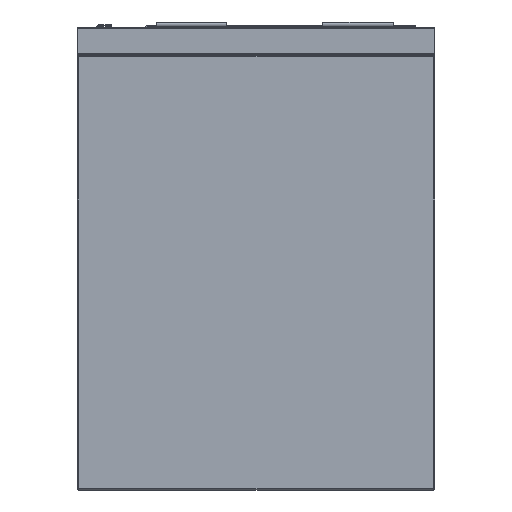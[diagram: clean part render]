
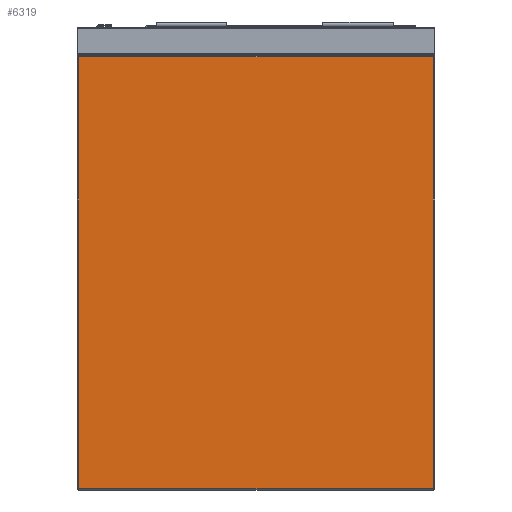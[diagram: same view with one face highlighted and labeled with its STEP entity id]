
A CAD part, left-side view. The second image highlights one B-rep face of the part: STEP entity #6319.
In plain terms, the highlighted planar face has unit normal (-1, 0, 0).
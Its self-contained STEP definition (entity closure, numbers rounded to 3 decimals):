
#591 = DIRECTION ( 'NONE',  ( 0., 0., -1. ) ) ;
#612 = ORIENTED_EDGE ( 'NONE', *, *, #5479, .T. ) ;
#2834 = CARTESIAN_POINT ( 'NONE',  ( -260., 255., -42. ) ) ;
#3754 = CARTESIAN_POINT ( 'NONE',  ( -260., 253., -42. ) ) ;
#4428 = VERTEX_POINT ( 'NONE', #31506 ) ;
#5479 = EDGE_CURVE ( 'NONE', #4428, #25849, #23114, .T. ) ;
#6319 = ADVANCED_FACE ( 'Fl�che7', ( #16212 ), #28702, .T. ) ;
#6340 = CARTESIAN_POINT ( 'NONE',  ( -260., 253., -660. ) ) ;
#9246 = CARTESIAN_POINT ( 'NONE',  ( -260., -253., -660. ) ) ;
#10900 = VECTOR ( 'NONE', #14332, 1000. ) ;
#12417 = ORIENTED_EDGE ( 'NONE', *, *, #31535, .T. ) ;
#12427 = EDGE_LOOP ( 'NONE', ( #12417, #612, #18838, #14912 ) ) ;
#13621 = VECTOR ( 'NONE', #21233, 1000. ) ;
#13713 = LINE ( 'NONE', #24076, #24351 ) ;
#14332 = DIRECTION ( 'NONE',  ( 0., 0., 1. ) ) ;
#14771 = CARTESIAN_POINT ( 'NONE',  ( -260., 253., -658. ) ) ;
#14912 = ORIENTED_EDGE ( 'NONE', *, *, #24860, .T. ) ;
#16212 = FACE_OUTER_BOUND ( 'NONE', #12427, .T. ) ;
#18415 = AXIS2_PLACEMENT_3D ( 'NONE', #21814, #26255, #26909 ) ;
#18838 = ORIENTED_EDGE ( 'NONE', *, *, #23155, .T. ) ;
#21233 = DIRECTION ( 'NONE',  ( 0., 1., 0. ) ) ;
#21814 = CARTESIAN_POINT ( 'NONE',  ( -260., -255., -660. ) ) ;
#22596 = VECTOR ( 'NONE', #591, 1000. ) ;
#23114 = LINE ( 'NONE', #2834, #13621 ) ;
#23155 = EDGE_CURVE ( 'NONE', #25849, #28205, #28889, .T. ) ;
#24076 = CARTESIAN_POINT ( 'NONE',  ( -260., -255., -658. ) ) ;
#24351 = VECTOR ( 'NONE', #29326, 1000. ) ;
#24860 = EDGE_CURVE ( 'NONE', #28205, #30917, #13713, .T. ) ;
#25849 = VERTEX_POINT ( 'NONE', #3754 ) ;
#26255 = DIRECTION ( 'NONE',  ( -1., 0., 0. ) ) ;
#26862 = LINE ( 'NONE', #9246, #10900 ) ;
#26909 = DIRECTION ( 'NONE',  ( 0., 0., 1. ) ) ;
#28205 = VERTEX_POINT ( 'NONE', #14771 ) ;
#28702 = PLANE ( 'NONE',  #18415 ) ;
#28889 = LINE ( 'NONE', #6340, #22596 ) ;
#29326 = DIRECTION ( 'NONE',  ( 0., -1., 0. ) ) ;
#30917 = VERTEX_POINT ( 'NONE', #32073 ) ;
#31506 = CARTESIAN_POINT ( 'NONE',  ( -260., -253., -42. ) ) ;
#31535 = EDGE_CURVE ( 'NONE', #30917, #4428, #26862, .T. ) ;
#32073 = CARTESIAN_POINT ( 'NONE',  ( -260., -253., -658. ) ) ;
